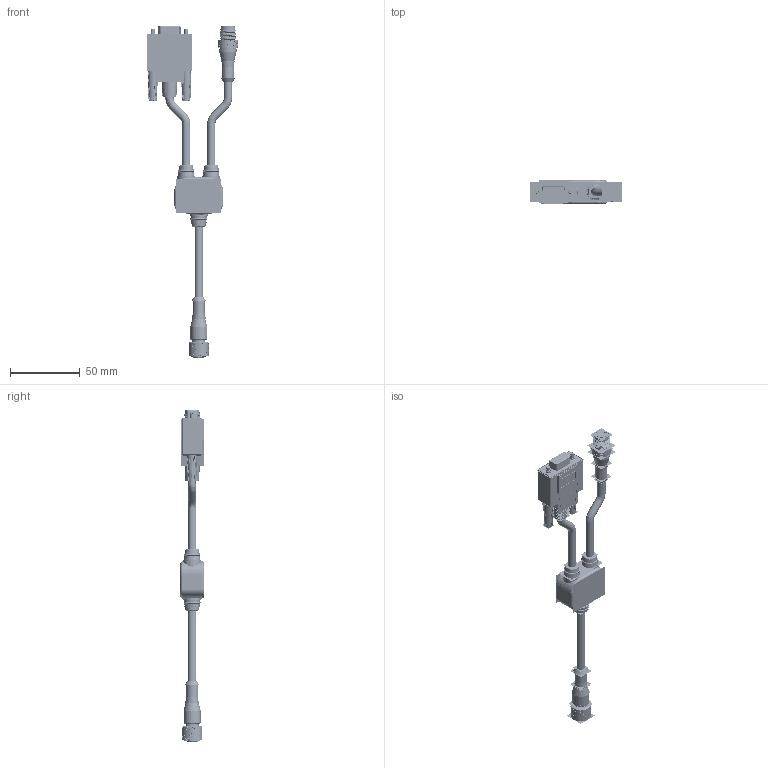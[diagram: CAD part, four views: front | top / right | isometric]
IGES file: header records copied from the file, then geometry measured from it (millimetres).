
Start section:  PTC IGES file: 218126.igs
Global section: file name: 218126.igs; native system: Creo Parametric by PTC Inc.; preprocessor: 2019292; author: PDMAdmin; organization: Unknown; date: 20200610.061451; units: millimetre
Bounding box: 66.18 x 17.34 x 238.66 mm (x, y, z)
Volume: 44739.2 mm3; surface area: 493788 mm2
Topology: 24 solids, 96 shells, 15590 faces, 69976 edges, 83636 vertices
Faces by surface type: bspline 12008, revolution 3582
